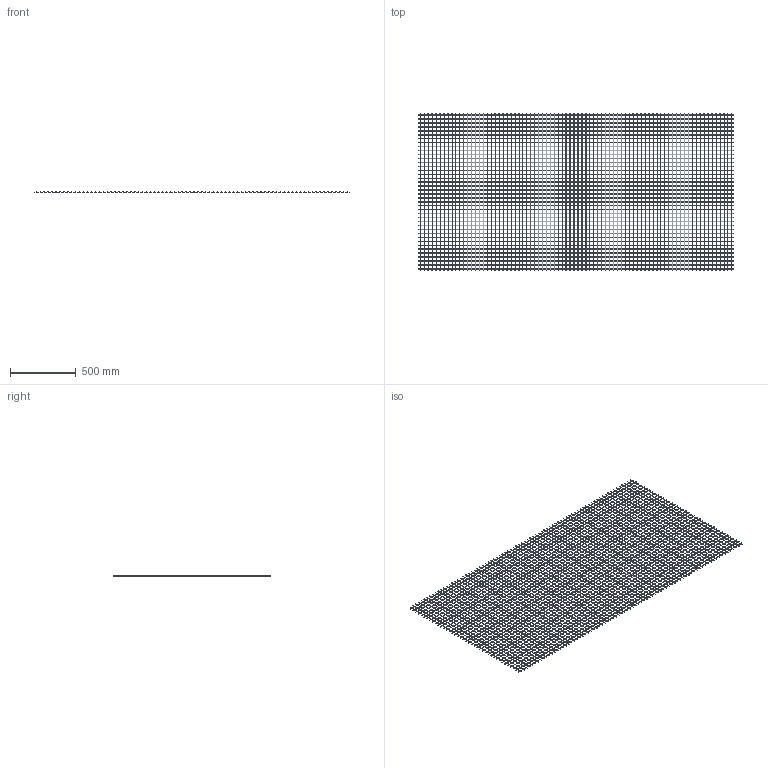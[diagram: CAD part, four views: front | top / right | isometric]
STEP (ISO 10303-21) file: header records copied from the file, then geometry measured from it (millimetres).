
FILE_DESCRIPTION(/* description */ ('Rete 30x30 grezza BASE'),/* implementation_level */ '2;1');
FILE_NAME(/* name */ 'R30G-BASE.stp',/* time_stamp */ '2022-06-27T14:02:39+02:00',/* author */ ('Daniele'),/* organization */ (''),/* preprocessor_version */ 'ST-DEVELOPER v18.1',/* originating_system */ 'Autodesk Inventor 2021',/* authorisation */ '');
FILE_SCHEMA (('AUTOMOTIVE_DESIGN { 1 0 10303 214 3 1 1 }'));
Length unit declared in the file: millimetre
Products named in the file (1): R30G-BASE
Bounding box: 2400 x 1200 x 5.89 mm (x, y, z)
Volume: 1357168 mm3; surface area: 1811253.8 mm2
Topology: 120 solids, 120 shells, 360 faces, 3560 edges, 3440 vertices
Faces by surface type: plane 240, cylinder 120
Full cylindrical faces by diameter (mm): 3 x120
Entity records: 35326 total; most frequent: CARTESIAN_POINT 7361, ORIENTED_EDGE 7120, DIRECTION 4522, EDGE_CURVE 3560, VERTEX_POINT 3440, LINE 3320, VECTOR 3320, AXIS2_PLACEMENT_3D 601
